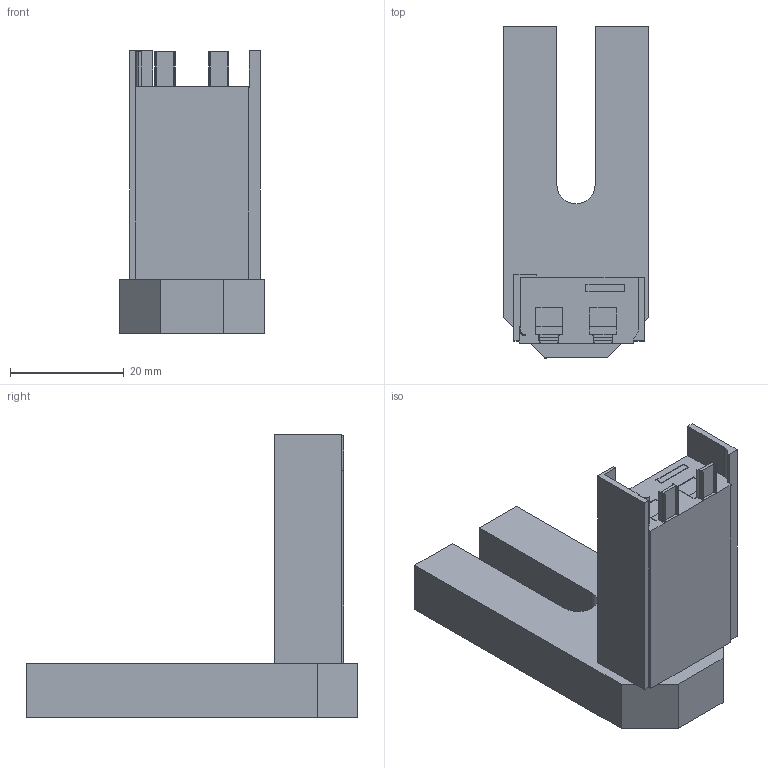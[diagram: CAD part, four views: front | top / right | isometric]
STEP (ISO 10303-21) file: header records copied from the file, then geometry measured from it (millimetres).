
FILE_DESCRIPTION(/* description */ (' '),/* implementation_level */ '2;1');
FILE_NAME(/* name */ 'Ceid 2.2.step',/* time_stamp */ '2025-06-17T09:02:04-04:00',/* author */ (''),/* organization */ (''),/* preprocessor_version */ 'ST-DEVELOPER v20.1',/* originating_system */ 'Autodesk Translation Framework v14.10.0.0',/* authorisation */ '');
FILE_SCHEMA (('AUTOMOTIVE_DESIGN { 1 0 10303 214 3 1 1 }'));
Length unit declared in the file: millimetre
Products named in the file (5): MS085xx02FxxxP1A.stp; SSC004; SSC006; Component7; 0079-E0W
Assembly tree (4 placements, depth 2):
  MS085xx02FxxxP1A.stp
    SSC004
    SSC006
    Component7
    0079-E0W
Bounding box: 25.4 x 58.42 x 49.78 mm (x, y, z)
Volume: 32441.5 mm3; surface area: 13642.2 mm2
Topology: 3 solids, 3 shells, 524 faces, 1404 edges, 935 vertices
Faces by surface type: plane 353, bspline 158, cylinder 13
Full cylindrical faces by diameter (mm): 6.731 x2, 10.229 x2, 10.312 x2
Entity records: 22691 total; most frequent: CARTESIAN_POINT 10486, ORIENTED_EDGE 2808, DIRECTION 1864, EDGE_CURVE 1404, LINE 1062, VECTOR 1062, VERTEX_POINT 935, EDGE_LOOP 573
